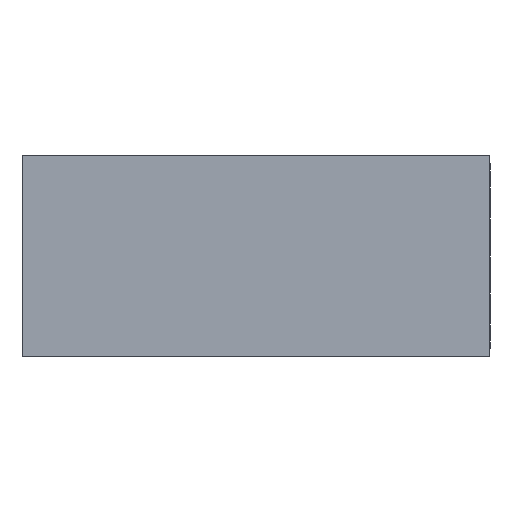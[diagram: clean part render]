
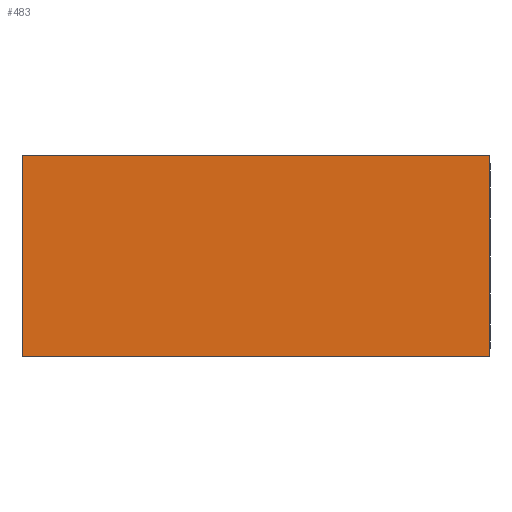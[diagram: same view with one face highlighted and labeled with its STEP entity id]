
A CAD part, front view. The second image highlights one B-rep face of the part: STEP entity #483.
In plain terms, the highlighted planar face has unit normal (0, -1, 0).
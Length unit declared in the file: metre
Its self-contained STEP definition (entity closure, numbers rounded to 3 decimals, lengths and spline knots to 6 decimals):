
#483 = ADVANCED_FACE( 'NONE', ( #1020 ), #1021, .F. );
#1020 = FACE_OUTER_BOUND( '', #1563, .T. );
#1021 = PLANE( '', #1564 );
#1563 = EDGE_LOOP( '', ( #2888, #2889, #2890, #2891 ) );
#1564 = AXIS2_PLACEMENT_3D( '', #2892, #2893, #2894 );
#2888 = ORIENTED_EDGE( '', *, *, #3493, .F. );
#2889 = ORIENTED_EDGE( '', *, *, #3291, .F. );
#2890 = ORIENTED_EDGE( '', *, *, #3451, .T. );
#2891 = ORIENTED_EDGE( '', *, *, #3386, .T. );
#2892 = CARTESIAN_POINT( '', ( -0.029, -0.015, 0.0125 ) );
#2893 = DIRECTION( '', ( 0., 1., 0. ) );
#2894 = DIRECTION( '', ( 1., 0., 0. ) );
#3291 = EDGE_CURVE( 'NONE', #4024, #4022, #4026, .T. );
#3386 = EDGE_CURVE( 'NONE', #4157, #4155, #4158, .T. );
#3451 = EDGE_CURVE( 'NONE', #4024, #4157, #4240, .T. );
#3493 = EDGE_CURVE( 'NONE', #4022, #4155, #4286, .T. );
#4022 = VERTEX_POINT( 'NONE', #5544 );
#4024 = VERTEX_POINT( 'NONE', #5547 );
#4026 = LINE( '', #5550, #5551 );
#4155 = VERTEX_POINT( 'NONE', #5738 );
#4157 = VERTEX_POINT( 'NONE', #5741 );
#4158 = LINE( '', #5742, #5743 );
#4240 = LINE( '', #5964, #5965 );
#4286 = LINE( '', #6054, #6055 );
#5544 = CARTESIAN_POINT( '', ( -0.029, -0.015, 0.0125 ) );
#5547 = CARTESIAN_POINT( '', ( -0.029, -0.015, -0.0125 ) );
#5550 = CARTESIAN_POINT( '', ( -0.029, -0.015, 0.0125 ) );
#5551 = VECTOR( '', #6373, 1. );
#5738 = CARTESIAN_POINT( '', ( 0.029, -0.015, 0.0125 ) );
#5741 = CARTESIAN_POINT( '', ( 0.029, -0.015, -0.0125 ) );
#5742 = CARTESIAN_POINT( '', ( 0.029, -0.015, 0.0125 ) );
#5743 = VECTOR( '', #6476, 1. );
#5964 = CARTESIAN_POINT( '', ( -0.029, -0.015, -0.0125 ) );
#5965 = VECTOR( '', #6528, 1. );
#6054 = CARTESIAN_POINT( '', ( -0.029, -0.015, 0.0125 ) );
#6055 = VECTOR( '', #6552, 1. );
#6373 = DIRECTION( '', ( 0., 0., 1. ) );
#6476 = DIRECTION( '', ( 0., 0., 1. ) );
#6528 = DIRECTION( '', ( 1., 0., 0. ) );
#6552 = DIRECTION( '', ( 1., 0., 0. ) );
